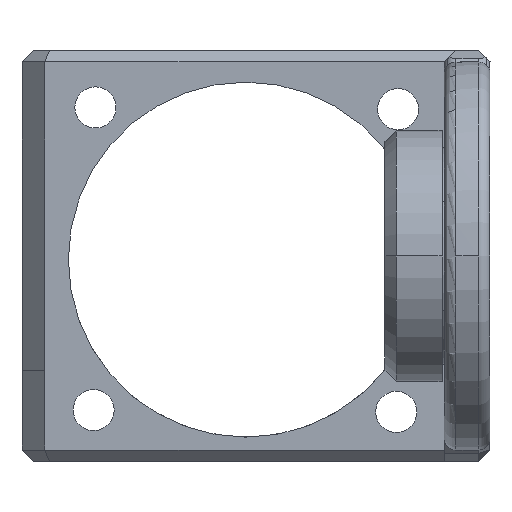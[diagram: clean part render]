
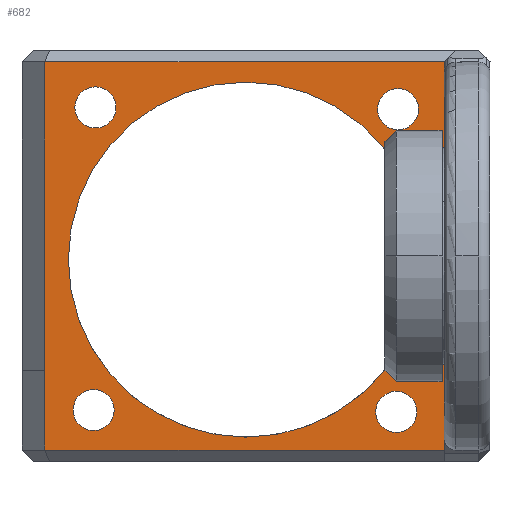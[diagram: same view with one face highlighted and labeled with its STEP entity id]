
A CAD part, front view. The second image highlights one B-rep face of the part: STEP entity #682.
In plain terms, the highlighted planar face has unit normal (0, -1, 0).
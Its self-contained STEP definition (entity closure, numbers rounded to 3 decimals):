
#156 = DIRECTION ( 'NONE',  ( -1., 0., 0. ) ) ;
#158 = VERTEX_POINT ( 'NONE', #4274 ) ;
#174 = EDGE_CURVE ( 'NONE', #1180, #3824, #4462, .T. ) ;
#187 = CIRCLE ( 'NONE', #1019, 1.8 ) ;
#213 = AXIS2_PLACEMENT_3D ( 'NONE', #311, #4509, #4985 ) ;
#221 = FACE_BOUND ( 'NONE', #2618, .T. ) ;
#232 = DIRECTION ( 'NONE',  ( -1., 0., 0. ) ) ;
#283 = AXIS2_PLACEMENT_3D ( 'NONE', #819, #4857, #4049 ) ;
#311 = CARTESIAN_POINT ( 'NONE',  ( 6.791, 227., 316.344 ) ) ;
#313 = VERTEX_POINT ( 'NONE', #3348 ) ;
#332 = CARTESIAN_POINT ( 'NONE',  ( 11., 227., 325. ) ) ;
#351 = CARTESIAN_POINT ( 'NONE',  ( -6.389, 227., 329.68 ) ) ;
#385 = DIRECTION ( 'NONE',  ( 0., 1., 0. ) ) ;
#390 = DIRECTION ( 'NONE',  ( -1., 0., 0. ) ) ;
#393 = EDGE_CURVE ( 'NONE', #313, #1316, #4135, .T. ) ;
#448 = CARTESIAN_POINT ( 'NONE',  ( -21.525, 227., 316.5 ) ) ;
#512 = DIRECTION ( 'NONE',  ( -1., 0., 0. ) ) ;
#524 = ORIENTED_EDGE ( 'NONE', *, *, #712, .F. ) ;
#596 = CARTESIAN_POINT ( 'NONE',  ( -17.769, 227., 343.016 ) ) ;
#658 = DIRECTION ( 'NONE',  ( -1., 0., 0. ) ) ;
#672 = DIRECTION ( 'NONE',  ( -1., 0., 0. ) ) ;
#674 = CARTESIAN_POINT ( 'NONE',  ( 6.791, 227., 316.344 ) ) ;
#682 = ADVANCED_FACE ( 'NONE', ( #221, #4182, #2926, #2615, #1364, #3672 ), #4920, .T. ) ;
#695 = CIRCLE ( 'NONE', #3567, 1.8 ) ;
#712 = EDGE_CURVE ( 'NONE', #4359, #1651, #3386, .T. ) ;
#749 = LINE ( 'NONE', #332, #3429 ) ;
#819 = CARTESIAN_POINT ( 'NONE',  ( -19.569, 227., 343.016 ) ) ;
#1016 = ORIENTED_EDGE ( 'NONE', *, *, #2779, .T. ) ;
#1019 = AXIS2_PLACEMENT_3D ( 'NONE', #3911, #385, #512 ) ;
#1031 = CARTESIAN_POINT ( 'NONE',  ( 6.947, 227., 342.86 ) ) ;
#1055 = DIRECTION ( 'NONE',  ( 0., 0., 1. ) ) ;
#1123 = CARTESIAN_POINT ( 'NONE',  ( 8.747, 227., 342.86 ) ) ;
#1180 = VERTEX_POINT ( 'NONE', #1123 ) ;
#1193 = EDGE_CURVE ( 'NONE', #1316, #313, #4623, .T. ) ;
#1207 = CARTESIAN_POINT ( 'NONE',  ( -21.369, 227., 343.016 ) ) ;
#1270 = VECTOR ( 'NONE', #1055, 1000. ) ;
#1316 = VERTEX_POINT ( 'NONE', #3180 ) ;
#1317 = EDGE_LOOP ( 'NONE', ( #2476, #2028 ) ) ;
#1336 = ORIENTED_EDGE ( 'NONE', *, *, #2528, .F. ) ;
#1364 = FACE_BOUND ( 'NONE', #1712, .T. ) ;
#1391 = EDGE_CURVE ( 'NONE', #4824, #2113, #4876, .T. ) ;
#1445 = CIRCLE ( 'NONE', #283, 1.8 ) ;
#1546 = EDGE_CURVE ( 'NONE', #3869, #4861, #4041, .T. ) ;
#1594 = VERTEX_POINT ( 'NONE', #1832 ) ;
#1651 = VERTEX_POINT ( 'NONE', #4248 ) ;
#1696 = CIRCLE ( 'NONE', #1941, 1.8 ) ;
#1712 = EDGE_LOOP ( 'NONE', ( #4833, #3562 ) ) ;
#1718 = DIRECTION ( 'NONE',  ( 0., 0., -1. ) ) ;
#1796 = EDGE_CURVE ( 'NONE', #158, #3739, #187, .T. ) ;
#1818 = CARTESIAN_POINT ( 'NONE',  ( 11., 227., 320. ) ) ;
#1832 = CARTESIAN_POINT ( 'NONE',  ( 11., 227., 320. ) ) ;
#1914 = AXIS2_PLACEMENT_3D ( 'NONE', #2836, #4406, #156 ) ;
#1941 = AXIS2_PLACEMENT_3D ( 'NONE', #3904, #3116, #3017 ) ;
#2028 = ORIENTED_EDGE ( 'NONE', *, *, #1796, .T. ) ;
#2113 = VERTEX_POINT ( 'NONE', #1207 ) ;
#2117 = DIRECTION ( 'NONE',  ( 0., 1., 0. ) ) ;
#2169 = AXIS2_PLACEMENT_3D ( 'NONE', #351, #3137, #3903 ) ;
#2173 = ORIENTED_EDGE ( 'NONE', *, *, #3197, .F. ) ;
#2178 = ORIENTED_EDGE ( 'NONE', *, *, #1391, .T. ) ;
#2406 = ORIENTED_EDGE ( 'NONE', *, *, #174, .T. ) ;
#2421 = ORIENTED_EDGE ( 'NONE', *, *, #3457, .F. ) ;
#2463 = CARTESIAN_POINT ( 'NONE',  ( 6.947, 227., 342.86 ) ) ;
#2476 = ORIENTED_EDGE ( 'NONE', *, *, #4351, .T. ) ;
#2501 = EDGE_LOOP ( 'NONE', ( #4257, #2178 ) ) ;
#2528 = EDGE_CURVE ( 'NONE', #3946, #4359, #2961, .T. ) ;
#2556 = LINE ( 'NONE', #1818, #3655 ) ;
#2570 = AXIS2_PLACEMENT_3D ( 'NONE', #2463, #2117, #390 ) ;
#2594 = DIRECTION ( 'NONE',  ( 0., 1., 0. ) ) ;
#2615 = FACE_BOUND ( 'NONE', #3973, .T. ) ;
#2618 = EDGE_LOOP ( 'NONE', ( #3595, #4342 ) ) ;
#2677 = CARTESIAN_POINT ( 'NONE',  ( 11., 227., 347. ) ) ;
#2680 = EDGE_CURVE ( 'NONE', #1651, #4421, #2777, .T. ) ;
#2703 = CARTESIAN_POINT ( 'NONE',  ( 4.991, 227., 316.344 ) ) ;
#2777 = LINE ( 'NONE', #4343, #4140 ) ;
#2779 = EDGE_CURVE ( 'NONE', #3824, #1180, #695, .T. ) ;
#2825 = ORIENTED_EDGE ( 'NONE', *, *, #2680, .F. ) ;
#2836 = CARTESIAN_POINT ( 'NONE',  ( -19.569, 227., 343.016 ) ) ;
#2854 = DIRECTION ( 'NONE',  ( 0., 0., 1. ) ) ;
#2925 = DIRECTION ( 'NONE',  ( 0., 0., -1. ) ) ;
#2926 = FACE_BOUND ( 'NONE', #1317, .T. ) ;
#2961 = LINE ( 'NONE', #3373, #3809 ) ;
#3017 = DIRECTION ( 'NONE',  ( -1., 0., 0. ) ) ;
#3113 = LINE ( 'NONE', #4313, #4723 ) ;
#3116 = DIRECTION ( 'NONE',  ( 0., 1., 0. ) ) ;
#3137 = DIRECTION ( 'NONE',  ( 0., 1., 0. ) ) ;
#3144 = AXIS2_PLACEMENT_3D ( 'NONE', #3815, #4178, #658 ) ;
#3180 = CARTESIAN_POINT ( 'NONE',  ( -21.939, 227., 329.68 ) ) ;
#3197 = EDGE_CURVE ( 'NONE', #4421, #4942, #3113, .T. ) ;
#3329 = EDGE_CURVE ( 'NONE', #2113, #4824, #1445, .T. ) ;
#3348 = CARTESIAN_POINT ( 'NONE',  ( 9.161, 227., 329.68 ) ) ;
#3373 = CARTESIAN_POINT ( 'NONE',  ( 2.75, 227., 313. ) ) ;
#3386 = LINE ( 'NONE', #4888, #1270 ) ;
#3429 = VECTOR ( 'NONE', #4715, 1000. ) ;
#3457 = EDGE_CURVE ( 'NONE', #1594, #3946, #2556, .T. ) ;
#3465 = DIRECTION ( 'NONE',  ( 1., 0., 0. ) ) ;
#3562 = ORIENTED_EDGE ( 'NONE', *, *, #1546, .T. ) ;
#3567 = AXIS2_PLACEMENT_3D ( 'NONE', #1031, #2594, #4500 ) ;
#3595 = ORIENTED_EDGE ( 'NONE', *, *, #1193, .T. ) ;
#3655 = VECTOR ( 'NONE', #2925, 1000. ) ;
#3672 = FACE_OUTER_BOUND ( 'NONE', #4463, .T. ) ;
#3720 = AXIS2_PLACEMENT_3D ( 'NONE', #674, #4589, #232 ) ;
#3739 = VERTEX_POINT ( 'NONE', #448 ) ;
#3809 = VECTOR ( 'NONE', #672, 1000. ) ;
#3815 = CARTESIAN_POINT ( 'NONE',  ( -6.389, 227., 329.68 ) ) ;
#3824 = VERTEX_POINT ( 'NONE', #4410 ) ;
#3831 = CIRCLE ( 'NONE', #213, 1.8 ) ;
#3869 = VERTEX_POINT ( 'NONE', #4434 ) ;
#3903 = DIRECTION ( 'NONE',  ( -1., 0., 0. ) ) ;
#3904 = CARTESIAN_POINT ( 'NONE',  ( -19.725, 227., 316.5 ) ) ;
#3911 = CARTESIAN_POINT ( 'NONE',  ( -19.725, 227., 316.5 ) ) ;
#3946 = VERTEX_POINT ( 'NONE', #5088 ) ;
#3973 = EDGE_LOOP ( 'NONE', ( #1016, #2406 ) ) ;
#4041 = CIRCLE ( 'NONE', #3720, 1.8 ) ;
#4049 = DIRECTION ( 'NONE',  ( -1., 0., 0. ) ) ;
#4123 = AXIS2_PLACEMENT_3D ( 'NONE', #4160, #4944, #1718 ) ;
#4135 = CIRCLE ( 'NONE', #2169, 15.55 ) ;
#4140 = VECTOR ( 'NONE', #2854, 1000. ) ;
#4160 = CARTESIAN_POINT ( 'NONE',  ( 11., 227., 320. ) ) ;
#4178 = DIRECTION ( 'NONE',  ( 0., 1., 0. ) ) ;
#4182 = FACE_BOUND ( 'NONE', #2501, .T. ) ;
#4248 = CARTESIAN_POINT ( 'NONE',  ( -24., 227., 320. ) ) ;
#4257 = ORIENTED_EDGE ( 'NONE', *, *, #3329, .T. ) ;
#4274 = CARTESIAN_POINT ( 'NONE',  ( -17.925, 227., 316.5 ) ) ;
#4313 = CARTESIAN_POINT ( 'NONE',  ( 2.75, 227., 347. ) ) ;
#4342 = ORIENTED_EDGE ( 'NONE', *, *, #393, .T. ) ;
#4343 = CARTESIAN_POINT ( 'NONE',  ( -24., 227., 324.998 ) ) ;
#4351 = EDGE_CURVE ( 'NONE', #3739, #158, #1696, .T. ) ;
#4359 = VERTEX_POINT ( 'NONE', #4683 ) ;
#4406 = DIRECTION ( 'NONE',  ( 0., 1., 0. ) ) ;
#4410 = CARTESIAN_POINT ( 'NONE',  ( 5.147, 227., 342.86 ) ) ;
#4421 = VERTEX_POINT ( 'NONE', #4982 ) ;
#4434 = CARTESIAN_POINT ( 'NONE',  ( 8.591, 227., 316.344 ) ) ;
#4462 = CIRCLE ( 'NONE', #2570, 1.8 ) ;
#4463 = EDGE_LOOP ( 'NONE', ( #1336, #2421, #4515, #2173, #2825, #524 ) ) ;
#4500 = DIRECTION ( 'NONE',  ( -1., 0., 0. ) ) ;
#4509 = DIRECTION ( 'NONE',  ( 0., 1., 0. ) ) ;
#4515 = ORIENTED_EDGE ( 'NONE', *, *, #4909, .F. ) ;
#4589 = DIRECTION ( 'NONE',  ( 0., 1., 0. ) ) ;
#4623 = CIRCLE ( 'NONE', #3144, 15.55 ) ;
#4683 = CARTESIAN_POINT ( 'NONE',  ( -24., 227., 313. ) ) ;
#4715 = DIRECTION ( 'NONE',  ( 0., 0., -1. ) ) ;
#4723 = VECTOR ( 'NONE', #3465, 1000. ) ;
#4753 = EDGE_CURVE ( 'NONE', #4861, #3869, #3831, .T. ) ;
#4824 = VERTEX_POINT ( 'NONE', #596 ) ;
#4833 = ORIENTED_EDGE ( 'NONE', *, *, #4753, .T. ) ;
#4857 = DIRECTION ( 'NONE',  ( 0., 1., 0. ) ) ;
#4861 = VERTEX_POINT ( 'NONE', #2703 ) ;
#4876 = CIRCLE ( 'NONE', #1914, 1.8 ) ;
#4888 = CARTESIAN_POINT ( 'NONE',  ( -24., 227., 320. ) ) ;
#4909 = EDGE_CURVE ( 'NONE', #4942, #1594, #749, .T. ) ;
#4920 = PLANE ( 'NONE',  #4123 ) ;
#4942 = VERTEX_POINT ( 'NONE', #2677 ) ;
#4944 = DIRECTION ( 'NONE',  ( 0., -1., 0. ) ) ;
#4982 = CARTESIAN_POINT ( 'NONE',  ( -24., 227., 347. ) ) ;
#4985 = DIRECTION ( 'NONE',  ( -1., 0., 0. ) ) ;
#5088 = CARTESIAN_POINT ( 'NONE',  ( 11., 227., 313. ) ) ;
